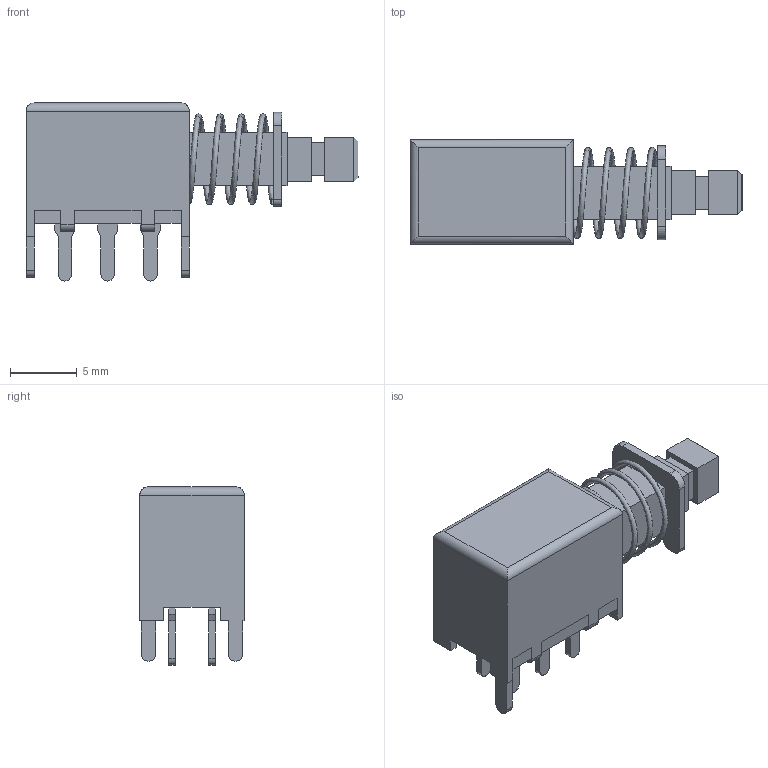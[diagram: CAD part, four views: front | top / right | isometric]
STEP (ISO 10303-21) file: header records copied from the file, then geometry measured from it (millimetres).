
FILE_DESCRIPTION(/* description */ (''),/* implementation_level */ '2;1');
FILE_NAME(/* name */ 'PS-22F03.step',/* time_stamp */ '2024-03-04T21:32:26+01:00',/* author */ (''),/* organization */ (''),/* preprocessor_version */ 'ST-DEVELOPER v20',/* originating_system */ 'Autodesk Translation Framework v12.14.0.127',/* authorisation */ '');
FILE_SCHEMA (('AUTOMOTIVE_DESIGN { 1 0 10303 214 3 1 1 }'));
Length unit declared in the file: millimetre
Products named in the file (7): PS-22F03; bottom; Shaft; Locker; Spring; body; pin
Assembly tree (11 placements, depth 2):
  PS-22F03
    bottom
    pin  x6
    Shaft
    Locker
    Spring
    body
Bounding box: 24.8 x 7.8 x 13.3 mm (x, y, z)
Volume: 1073.2 mm3; surface area: 1350.5 mm2
Topology: 11 solids, 11 shells, 234 faces, 590 edges, 388 vertices
Faces by surface type: plane 204, cylinder 28, bspline 2
Entity records: 6775 total; most frequent: CARTESIAN_POINT 2016, ORIENTED_EDGE 940, DIRECTION 914, EDGE_CURVE 470, LINE 422, VECTOR 422, VERTEX_POINT 308, AXIS2_PLACEMENT_3D 246
